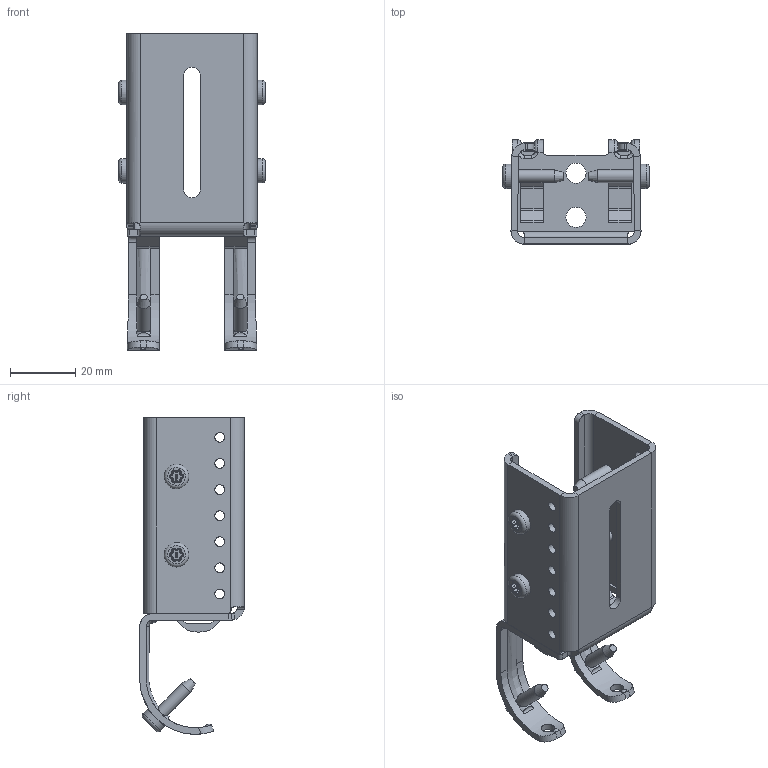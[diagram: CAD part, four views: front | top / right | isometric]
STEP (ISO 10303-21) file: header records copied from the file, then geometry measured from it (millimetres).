
FILE_DESCRIPTION(/* description */ ('STEP AP203'),/* implementation_level */ '2;1');
FILE_NAME(/* name */ '22134_KriTec_Rollenbahn_St_Aufnahme_U_D30.stp',/* time_stamp */ '2020-11-05T14:54:29+01:00',/* author */ ('jendrek'),/* organization */ (''),/* preprocessor_version */ 'ST-DEVELOPER v17',/* originating_system */ 'Autodesk Inventor 2018',/* authorisation */ '');
FILE_SCHEMA (('AUTOMOTIVE_DESIGN { 1 0 10303 214 3 1 1 }'));
Length unit declared in the file: millimetre
Products named in the file (3): 22134; 062M_D30M-A-TAB_062MYFD30M; 1
Assembly tree (7 placements, depth 2):
  22134
    062M_D30M-A-TAB_062MYFD30M
    1  x6
Bounding box: 45.01 x 32 x 97 mm (x, y, z)
Volume: 16772.6 mm3; surface area: 19560.9 mm2
Topology: 7 solids, 7 shells, 1026 faces, 2630 edges, 1660 vertices
Faces by surface type: cylinder 332, plane 308, bspline 222, torus 156, cone 6, sphere 2
Full cylindrical faces by diameter (mm): 1.6 x2, 3 x14, 3.9 x6, 4.1 x8, 6.2 x2, 7.5 x6
Entity records: 15406 total; most frequent: CARTESIAN_POINT 6440, ORIENTED_EDGE 1920, DIRECTION 1775, EDGE_CURVE 960, AXIS2_PLACEMENT_3D 665, VERTEX_POINT 620, LINE 445, VECTOR 445
